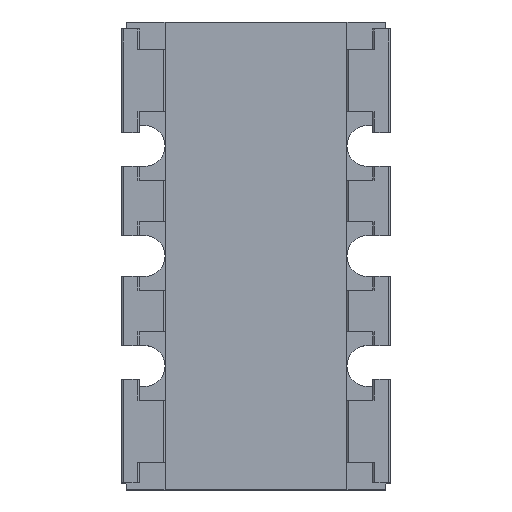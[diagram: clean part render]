
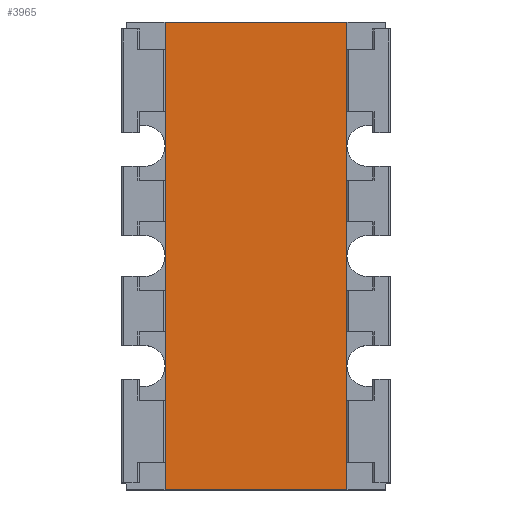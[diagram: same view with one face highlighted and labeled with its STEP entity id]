
A CAD part, top view. The second image highlights one B-rep face of the part: STEP entity #3965.
In plain terms, the highlighted planar face has unit normal (0, 0, 1).
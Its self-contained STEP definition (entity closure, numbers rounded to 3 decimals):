
#13=DIRECTION('',(0.,0.,1.));
#34=VECTOR('',#35,1.);
#35=DIRECTION('',(0.,1.,0.));
#47=DIRECTION('',(1.,0.,0.));
#58=VECTOR('',#47,1.);
#2419=ORIENTED_EDGE('',*,*,#2420,.F.);
#2420=EDGE_CURVE('',#2421,#2423,#2425,.T.);
#2421=VERTEX_POINT('',#2422);
#2422=CARTESIAN_POINT('',(-1.05,-2.7,0.55));
#2423=VERTEX_POINT('',#2424);
#2424=CARTESIAN_POINT('',(-1.05,2.7,0.55));
#2425=LINE('',#2422,#34);
#2567=ORIENTED_EDGE('',*,*,#2568,.T.);
#2568=EDGE_CURVE('',#2421,#2569,#2571,.T.);
#2569=VERTEX_POINT('',#2570);
#2570=CARTESIAN_POINT('',(1.05,-2.7,0.55));
#2571=LINE('',#2422,#58);
#3956=EDGE_CURVE('',#2423,#3957,#3959,.T.);
#3957=VERTEX_POINT('',#3958);
#3958=CARTESIAN_POINT('',(1.05,2.7,0.55));
#3959=LINE('',#2424,#58);
#3965=ADVANCED_FACE('',(#3966),#3972,.T.);
#3966=FACE_BOUND('',#3967,.T.);
#3967=EDGE_LOOP('',(#2419,#2567,#3968,#3971));
#3968=ORIENTED_EDGE('',*,*,#3969,.T.);
#3969=EDGE_CURVE('',#2569,#3957,#3970,.T.);
#3970=LINE('',#2570,#34);
#3971=ORIENTED_EDGE('',*,*,#3956,.F.);
#3972=PLANE('',#3973);
#3973=AXIS2_PLACEMENT_3D('',#2422,#13,#47);
